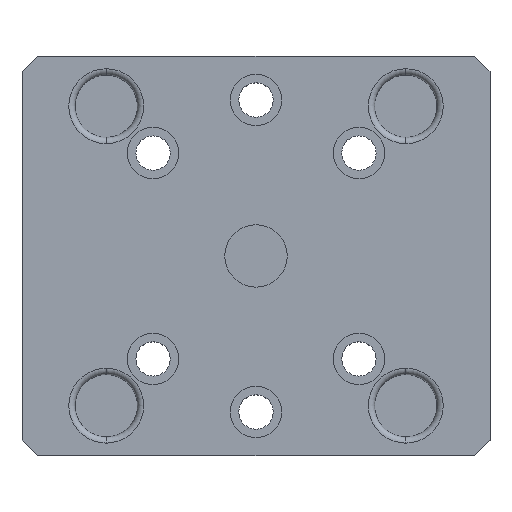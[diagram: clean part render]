
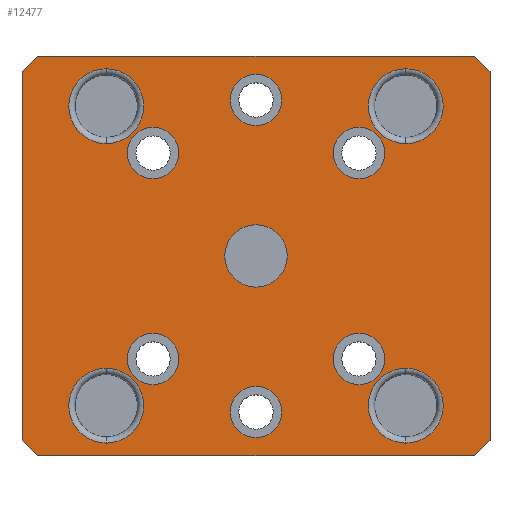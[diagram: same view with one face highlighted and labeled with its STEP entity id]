
A CAD part, top view. The second image highlights one B-rep face of the part: STEP entity #12477.
In plain terms, the highlighted planar face has unit normal (0, 0, 1).
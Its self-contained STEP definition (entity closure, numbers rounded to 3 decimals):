
#1643=DIRECTION('',(0.707,-0.707,0.));
#1644=VECTOR('',#1643,7.071);
#1645=CARTESIAN_POINT('',(70.,64.,100.));
#1646=LINE('',#1645,#1644);
#1647=DIRECTION('',(0.,-1.,0.));
#1648=VECTOR('',#1647,118.);
#1649=CARTESIAN_POINT('',(75.,59.,100.));
#1650=LINE('',#1649,#1648);
#1651=DIRECTION('',(-0.707,-0.707,0.));
#1652=VECTOR('',#1651,7.071);
#1653=CARTESIAN_POINT('',(75.,-59.,100.));
#1654=LINE('',#1653,#1652);
#1655=DIRECTION('',(-1.,0.,0.));
#1656=VECTOR('',#1655,140.);
#1657=CARTESIAN_POINT('',(70.,-64.,100.));
#1658=LINE('',#1657,#1656);
#1659=DIRECTION('',(-0.707,0.707,0.));
#1660=VECTOR('',#1659,7.071);
#1661=CARTESIAN_POINT('',(-70.,-64.,100.));
#1662=LINE('',#1661,#1660);
#1663=DIRECTION('',(0.,1.,0.));
#1664=VECTOR('',#1663,118.);
#1665=CARTESIAN_POINT('',(-75.,-59.,100.));
#1666=LINE('',#1665,#1664);
#1667=DIRECTION('',(0.707,0.707,0.));
#1668=VECTOR('',#1667,7.071);
#1669=CARTESIAN_POINT('',(-75.,59.,100.));
#1670=LINE('',#1669,#1668);
#1671=DIRECTION('',(1.,0.,0.));
#1672=VECTOR('',#1671,140.);
#1673=CARTESIAN_POINT('',(-70.,64.,100.));
#1674=LINE('',#1673,#1672);
#1675=CARTESIAN_POINT('',(0.,50.,100.));
#1676=DIRECTION('',(0.,0.,1.));
#1677=DIRECTION('',(0.,-1.,0.));
#1678=AXIS2_PLACEMENT_3D('',#1675,#1676,#1677);
#1680=CARTESIAN_POINT('',(0.,50.,100.));
#1681=DIRECTION('',(0.,0.,1.));
#1682=DIRECTION('',(0.,1.,0.));
#1683=AXIS2_PLACEMENT_3D('',#1680,#1681,#1682);
#1685=CARTESIAN_POINT('',(0.,-50.,100.));
#1686=DIRECTION('',(0.,0.,1.));
#1687=DIRECTION('',(0.,-1.,0.));
#1688=AXIS2_PLACEMENT_3D('',#1685,#1686,#1687);
#1690=CARTESIAN_POINT('',(0.,-50.,100.));
#1691=DIRECTION('',(0.,0.,1.));
#1692=DIRECTION('',(0.,1.,0.));
#1693=AXIS2_PLACEMENT_3D('',#1690,#1691,#1692);
#1695=CARTESIAN_POINT('',(33.,33.,100.));
#1696=DIRECTION('',(0.,0.,1.));
#1697=DIRECTION('',(0.,-1.,0.));
#1698=AXIS2_PLACEMENT_3D('',#1695,#1696,#1697);
#1700=CARTESIAN_POINT('',(33.,33.,100.));
#1701=DIRECTION('',(0.,0.,1.));
#1702=DIRECTION('',(0.,1.,0.));
#1703=AXIS2_PLACEMENT_3D('',#1700,#1701,#1702);
#1705=CARTESIAN_POINT('',(-33.,33.,100.));
#1706=DIRECTION('',(0.,0.,1.));
#1707=DIRECTION('',(0.,-1.,0.));
#1708=AXIS2_PLACEMENT_3D('',#1705,#1706,#1707);
#1710=CARTESIAN_POINT('',(-33.,33.,100.));
#1711=DIRECTION('',(0.,0.,1.));
#1712=DIRECTION('',(0.,1.,0.));
#1713=AXIS2_PLACEMENT_3D('',#1710,#1711,#1712);
#1715=CARTESIAN_POINT('',(-33.,-33.,100.));
#1716=DIRECTION('',(0.,0.,1.));
#1717=DIRECTION('',(0.,-1.,0.));
#1718=AXIS2_PLACEMENT_3D('',#1715,#1716,#1717);
#1720=CARTESIAN_POINT('',(-33.,-33.,100.));
#1721=DIRECTION('',(0.,0.,1.));
#1722=DIRECTION('',(0.,1.,0.));
#1723=AXIS2_PLACEMENT_3D('',#1720,#1721,#1722);
#1725=CARTESIAN_POINT('',(33.,-33.,100.));
#1726=DIRECTION('',(0.,0.,1.));
#1727=DIRECTION('',(0.,-1.,0.));
#1728=AXIS2_PLACEMENT_3D('',#1725,#1726,#1727);
#1730=CARTESIAN_POINT('',(33.,-33.,100.));
#1731=DIRECTION('',(0.,0.,1.));
#1732=DIRECTION('',(0.,1.,0.));
#1733=AXIS2_PLACEMENT_3D('',#1730,#1731,#1732);
#1735=CARTESIAN_POINT('',(0.,0.,100.));
#1736=DIRECTION('',(0.,0.,1.));
#1737=DIRECTION('',(0.,-1.,0.));
#1738=AXIS2_PLACEMENT_3D('',#1735,#1736,#1737);
#1740=CARTESIAN_POINT('',(0.,0.,100.));
#1741=DIRECTION('',(0.,0.,1.));
#1742=DIRECTION('',(0.,1.,0.));
#1743=AXIS2_PLACEMENT_3D('',#1740,#1741,#1742);
#1745=CARTESIAN_POINT('',(-48.,48.,100.));
#1746=DIRECTION('',(0.,0.,1.));
#1747=DIRECTION('',(0.,-1.,0.));
#1748=AXIS2_PLACEMENT_3D('',#1745,#1746,#1747);
#1750=CARTESIAN_POINT('',(-48.,48.,100.));
#1751=DIRECTION('',(0.,0.,1.));
#1752=DIRECTION('',(0.,1.,0.));
#1753=AXIS2_PLACEMENT_3D('',#1750,#1751,#1752);
#1755=CARTESIAN_POINT('',(-48.,-48.,100.));
#1756=DIRECTION('',(0.,0.,1.));
#1757=DIRECTION('',(0.,-1.,0.));
#1758=AXIS2_PLACEMENT_3D('',#1755,#1756,#1757);
#1760=CARTESIAN_POINT('',(-48.,-48.,100.));
#1761=DIRECTION('',(0.,0.,1.));
#1762=DIRECTION('',(0.,1.,0.));
#1763=AXIS2_PLACEMENT_3D('',#1760,#1761,#1762);
#1765=CARTESIAN_POINT('',(48.,-48.,100.));
#1766=DIRECTION('',(0.,0.,1.));
#1767=DIRECTION('',(0.,-1.,0.));
#1768=AXIS2_PLACEMENT_3D('',#1765,#1766,#1767);
#1770=CARTESIAN_POINT('',(48.,-48.,100.));
#1771=DIRECTION('',(0.,0.,1.));
#1772=DIRECTION('',(0.,1.,0.));
#1773=AXIS2_PLACEMENT_3D('',#1770,#1771,#1772);
#1775=CARTESIAN_POINT('',(48.,48.,100.));
#1776=DIRECTION('',(0.,0.,1.));
#1777=DIRECTION('',(0.,-1.,0.));
#1778=AXIS2_PLACEMENT_3D('',#1775,#1776,#1777);
#1780=CARTESIAN_POINT('',(48.,48.,100.));
#1781=DIRECTION('',(0.,0.,1.));
#1782=DIRECTION('',(0.,1.,0.));
#1783=AXIS2_PLACEMENT_3D('',#1780,#1781,#1782);
#8629=CARTESIAN_POINT('',(-75.,-59.,100.));
#8631=VERTEX_POINT('',#8629);
#8635=CARTESIAN_POINT('',(-75.,59.,100.));
#8636=VERTEX_POINT('',#8635);
#8637=CARTESIAN_POINT('',(-70.,-64.,100.));
#8639=VERTEX_POINT('',#8637);
#8641=CARTESIAN_POINT('',(70.,-64.,100.));
#8643=VERTEX_POINT('',#8641);
#8645=CARTESIAN_POINT('',(75.,-59.,100.));
#8647=VERTEX_POINT('',#8645);
#8650=CARTESIAN_POINT('',(75.,59.,100.));
#8652=VERTEX_POINT('',#8650);
#8669=CARTESIAN_POINT('',(70.,64.,100.));
#8671=VERTEX_POINT('',#8669);
#8673=CARTESIAN_POINT('',(-70.,64.,100.));
#8675=VERTEX_POINT('',#8673);
#8741=CARTESIAN_POINT('',(33.,-24.75,100.));
#8742=VERTEX_POINT('',#8741);
#8743=CARTESIAN_POINT('',(33.,-41.25,100.));
#8744=VERTEX_POINT('',#8743);
#8745=CARTESIAN_POINT('',(0.,41.75,100.));
#8746=CARTESIAN_POINT('',(0.,58.25,100.));
#8747=VERTEX_POINT('',#8745);
#8748=VERTEX_POINT('',#8746);
#8749=CARTESIAN_POINT('',(0.,-58.25,100.));
#8750=CARTESIAN_POINT('',(0.,-41.75,100.));
#8751=VERTEX_POINT('',#8749);
#8752=VERTEX_POINT('',#8750);
#8753=CARTESIAN_POINT('',(33.,24.75,100.));
#8754=CARTESIAN_POINT('',(33.,41.25,100.));
#8755=VERTEX_POINT('',#8753);
#8756=VERTEX_POINT('',#8754);
#8757=CARTESIAN_POINT('',(-33.,24.75,100.));
#8758=CARTESIAN_POINT('',(-33.,41.25,100.));
#8759=VERTEX_POINT('',#8757);
#8760=VERTEX_POINT('',#8758);
#8761=CARTESIAN_POINT('',(-33.,-41.25,100.));
#8762=CARTESIAN_POINT('',(-33.,-24.75,100.));
#8763=VERTEX_POINT('',#8761);
#8764=VERTEX_POINT('',#8762);
#8765=CARTESIAN_POINT('',(0.,-10.,100.));
#8766=CARTESIAN_POINT('',(0.,10.,100.));
#8767=VERTEX_POINT('',#8765);
#8768=VERTEX_POINT('',#8766);
#8769=CARTESIAN_POINT('',(-48.,36.,100.));
#8770=CARTESIAN_POINT('',(-48.,60.,100.));
#8771=VERTEX_POINT('',#8769);
#8772=VERTEX_POINT('',#8770);
#8773=CARTESIAN_POINT('',(-48.,-60.,100.));
#8774=CARTESIAN_POINT('',(-48.,-36.,100.));
#8775=VERTEX_POINT('',#8773);
#8776=VERTEX_POINT('',#8774);
#8777=CARTESIAN_POINT('',(48.,-60.,100.));
#8778=CARTESIAN_POINT('',(48.,-36.,100.));
#8779=VERTEX_POINT('',#8777);
#8780=VERTEX_POINT('',#8778);
#8781=CARTESIAN_POINT('',(48.,36.,100.));
#8782=CARTESIAN_POINT('',(48.,60.,100.));
#8783=VERTEX_POINT('',#8781);
#8784=VERTEX_POINT('',#8782);
#12398=CARTESIAN_POINT('',(0.,0.,100.));
#12399=DIRECTION('',(0.,0.,1.));
#12400=DIRECTION('',(0.,-1.,0.));
#12401=AXIS2_PLACEMENT_3D('',#12398,#12399,#12400);
#12402=PLANE('',#12401);
#12403=ORIENTED_EDGE('',*,*,#12106,.T.);
#12404=ORIENTED_EDGE('',*,*,#12073,.T.);
#12405=ORIENTED_EDGE('',*,*,#12058,.T.);
#12406=ORIENTED_EDGE('',*,*,#12043,.T.);
#12407=ORIENTED_EDGE('',*,*,#12028,.T.);
#12408=ORIENTED_EDGE('',*,*,#12003,.T.);
#12409=ORIENTED_EDGE('',*,*,#12135,.T.);
#12410=ORIENTED_EDGE('',*,*,#12121,.T.);
#12411=EDGE_LOOP('',(#12403,#12404,#12405,#12406,#12407,#12408,#12409,#12410));
#12412=FACE_OUTER_BOUND('',#12411,.F.);
#12414=ORIENTED_EDGE('',*,*,#12413,.T.);
#12416=ORIENTED_EDGE('',*,*,#12415,.T.);
#12417=EDGE_LOOP('',(#12414,#12416));
#12418=FACE_BOUND('',#12417,.F.);
#12420=ORIENTED_EDGE('',*,*,#12419,.T.);
#12422=ORIENTED_EDGE('',*,*,#12421,.T.);
#12423=EDGE_LOOP('',(#12420,#12422));
#12424=FACE_BOUND('',#12423,.F.);
#12426=ORIENTED_EDGE('',*,*,#12425,.T.);
#12428=ORIENTED_EDGE('',*,*,#12427,.T.);
#12429=EDGE_LOOP('',(#12426,#12428));
#12430=FACE_BOUND('',#12429,.F.);
#12432=ORIENTED_EDGE('',*,*,#12431,.T.);
#12434=ORIENTED_EDGE('',*,*,#12433,.T.);
#12435=EDGE_LOOP('',(#12432,#12434));
#12436=FACE_BOUND('',#12435,.F.);
#12438=ORIENTED_EDGE('',*,*,#12437,.T.);
#12440=ORIENTED_EDGE('',*,*,#12439,.T.);
#12441=EDGE_LOOP('',(#12438,#12440));
#12442=FACE_BOUND('',#12441,.F.);
#12443=ORIENTED_EDGE('',*,*,#12377,.T.);
#12444=ORIENTED_EDGE('',*,*,#12391,.T.);
#12445=EDGE_LOOP('',(#12443,#12444));
#12446=FACE_BOUND('',#12445,.F.);
#12448=ORIENTED_EDGE('',*,*,#12447,.T.);
#12450=ORIENTED_EDGE('',*,*,#12449,.T.);
#12451=EDGE_LOOP('',(#12448,#12450));
#12452=FACE_BOUND('',#12451,.F.);
#12454=ORIENTED_EDGE('',*,*,#12453,.T.);
#12456=ORIENTED_EDGE('',*,*,#12455,.T.);
#12457=EDGE_LOOP('',(#12454,#12456));
#12458=FACE_BOUND('',#12457,.F.);
#12460=ORIENTED_EDGE('',*,*,#12459,.T.);
#12462=ORIENTED_EDGE('',*,*,#12461,.T.);
#12463=EDGE_LOOP('',(#12460,#12462));
#12464=FACE_BOUND('',#12463,.F.);
#12466=ORIENTED_EDGE('',*,*,#12465,.T.);
#12468=ORIENTED_EDGE('',*,*,#12467,.T.);
#12469=EDGE_LOOP('',(#12466,#12468));
#12470=FACE_BOUND('',#12469,.F.);
#12472=ORIENTED_EDGE('',*,*,#12471,.T.);
#12474=ORIENTED_EDGE('',*,*,#12473,.T.);
#12475=EDGE_LOOP('',(#12472,#12474));
#12476=FACE_BOUND('',#12475,.F.);
#1679=CIRCLE('',#1678,8.25);
#1684=CIRCLE('',#1683,8.25);
#1689=CIRCLE('',#1688,8.25);
#1694=CIRCLE('',#1693,8.25);
#1699=CIRCLE('',#1698,8.25);
#1704=CIRCLE('',#1703,8.25);
#1709=CIRCLE('',#1708,8.25);
#1714=CIRCLE('',#1713,8.25);
#1719=CIRCLE('',#1718,8.25);
#1724=CIRCLE('',#1723,8.25);
#1729=CIRCLE('',#1728,8.25);
#1734=CIRCLE('',#1733,8.25);
#1739=CIRCLE('',#1738,10.);
#1744=CIRCLE('',#1743,10.);
#1749=CIRCLE('',#1748,12.);
#1754=CIRCLE('',#1753,12.);
#1759=CIRCLE('',#1758,12.);
#1764=CIRCLE('',#1763,12.);
#1769=CIRCLE('',#1768,12.);
#1774=CIRCLE('',#1773,12.);
#1779=CIRCLE('',#1778,12.);
#1784=CIRCLE('',#1783,12.);
#12003=EDGE_CURVE('',#8631,#8636,#1666,.T.);
#12028=EDGE_CURVE('',#8639,#8631,#1662,.T.);
#12043=EDGE_CURVE('',#8643,#8639,#1658,.T.);
#12058=EDGE_CURVE('',#8647,#8643,#1654,.T.);
#12073=EDGE_CURVE('',#8652,#8647,#1650,.T.);
#12106=EDGE_CURVE('',#8671,#8652,#1646,.T.);
#12121=EDGE_CURVE('',#8675,#8671,#1674,.T.);
#12135=EDGE_CURVE('',#8636,#8675,#1670,.T.);
#12377=EDGE_CURVE('',#8744,#8742,#1729,.T.);
#12391=EDGE_CURVE('',#8742,#8744,#1734,.T.);
#12413=EDGE_CURVE('',#8747,#8748,#1679,.T.);
#12415=EDGE_CURVE('',#8748,#8747,#1684,.T.);
#12419=EDGE_CURVE('',#8751,#8752,#1689,.T.);
#12421=EDGE_CURVE('',#8752,#8751,#1694,.T.);
#12425=EDGE_CURVE('',#8755,#8756,#1699,.T.);
#12427=EDGE_CURVE('',#8756,#8755,#1704,.T.);
#12431=EDGE_CURVE('',#8759,#8760,#1709,.T.);
#12433=EDGE_CURVE('',#8760,#8759,#1714,.T.);
#12437=EDGE_CURVE('',#8763,#8764,#1719,.T.);
#12439=EDGE_CURVE('',#8764,#8763,#1724,.T.);
#12447=EDGE_CURVE('',#8767,#8768,#1739,.T.);
#12449=EDGE_CURVE('',#8768,#8767,#1744,.T.);
#12453=EDGE_CURVE('',#8771,#8772,#1749,.T.);
#12455=EDGE_CURVE('',#8772,#8771,#1754,.T.);
#12459=EDGE_CURVE('',#8775,#8776,#1759,.T.);
#12461=EDGE_CURVE('',#8776,#8775,#1764,.T.);
#12465=EDGE_CURVE('',#8779,#8780,#1769,.T.);
#12467=EDGE_CURVE('',#8780,#8779,#1774,.T.);
#12471=EDGE_CURVE('',#8783,#8784,#1779,.T.);
#12473=EDGE_CURVE('',#8784,#8783,#1784,.T.);
#12477=ADVANCED_FACE('',(#12412,#12418,#12424,#12430,#12436,#12442,#12446,
#12452,#12458,#12464,#12470,#12476),#12402,.T.);
